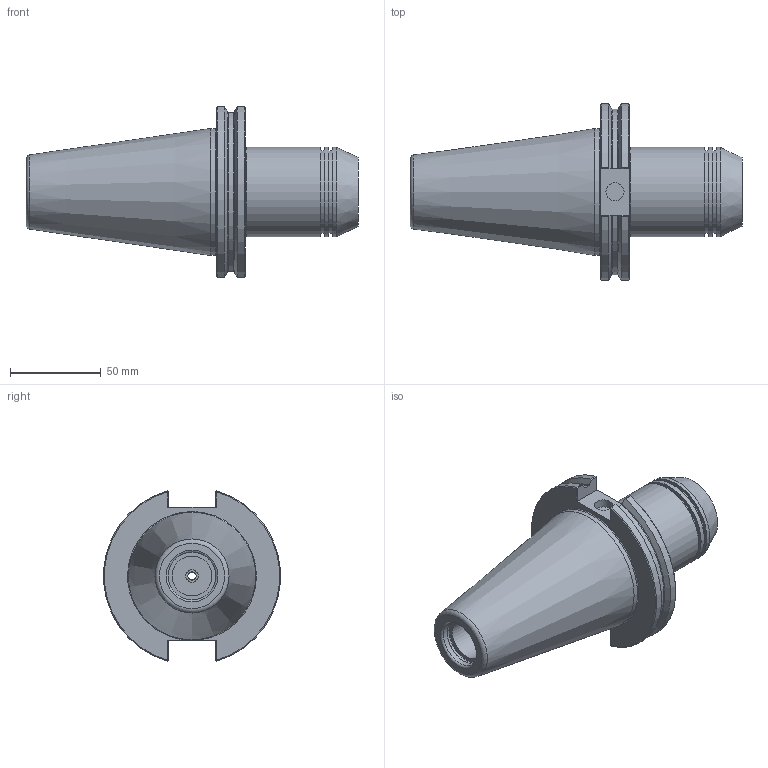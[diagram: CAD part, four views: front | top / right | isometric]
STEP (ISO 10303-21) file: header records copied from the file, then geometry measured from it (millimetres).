
FILE_DESCRIPTION(/* description */ (''),/* implementation_level */ '2;1');
FILE_NAME(/* name */ 'CAT50-HC075-0319.step',/* time_stamp */ '2021-08-16T14:10:48-05:00',/* author */ (''),/* organization */ (''),/* preprocessor_version */ 'ST-DEVELOPER v18.1',/* originating_system */ 'Autodesk Translation Framework v10.9.0.1377',/* authorisation */ '');
FILE_SCHEMA (('AUTOMOTIVE_DESIGN { 1 0 10303 214 3 1 1 }'));
Length unit declared in the file: millimetre
Products named in the file (2): CAT50-HC075-0319; SCW-HC-M8-C
Assembly tree (1 placements, depth 2):
  CAT50-HC075-0319
    SCW-HC-M8-C
Bounding box: 182.62 x 97.14 x 93.8 mm (x, y, z)
Volume: 438376.1 mm3; surface area: 54537 mm2
Topology: 2 solids, 2 shells, 102 faces, 233 edges, 153 vertices
Faces by surface type: plane 58, cylinder 23, cone 11, torus 10
Full cylindrical faces by diameter (mm): 4.5 x1, 6.5 x1, 6.779 x1, 7.866 x1, 8 x1, 10 x1, 19.05 x1, 20 x1, 21.971 x1, 26.2 x1, 26.7 x1, 45.4 x2, 49.25 x3, 69.857 x1
Entity records: 2965 total; most frequent: CARTESIAN_POINT 611, DIRECTION 490, ORIENTED_EDGE 466, EDGE_CURVE 233, AXIS2_PLACEMENT_3D 192, VERTEX_POINT 153, EDGE_LOOP 124, LINE 106
